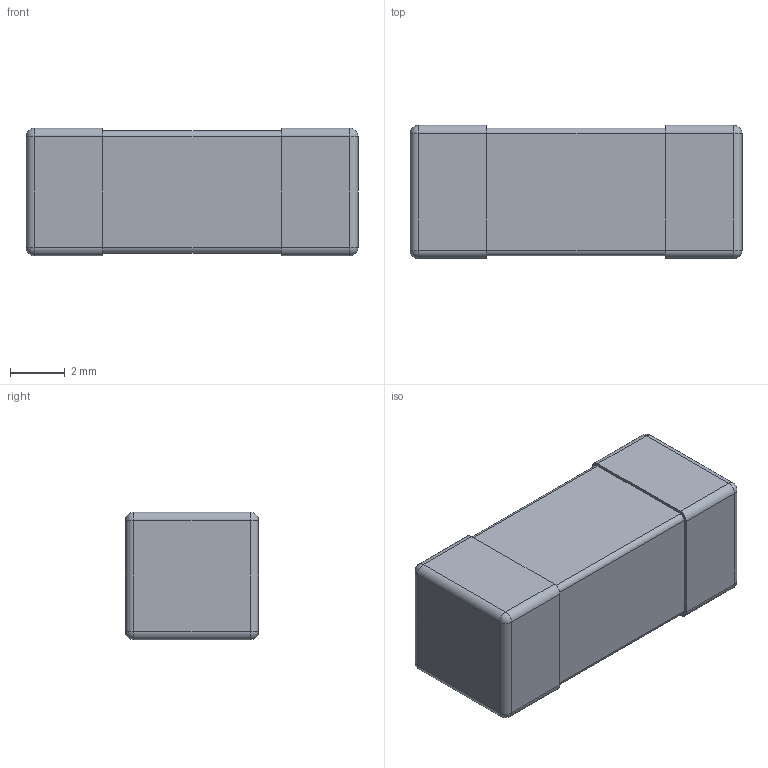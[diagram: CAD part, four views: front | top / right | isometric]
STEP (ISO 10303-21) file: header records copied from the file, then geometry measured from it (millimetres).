
FILE_DESCRIPTION (( 'STEP AP214' ), '1' );
FILE_NAME ('0684L9400-01.STEP', '2020-07-02T16:33:26', ( '' ), ( '' ), 'SwSTEP 2.0', 'SolidWorks 2017', '' );
FILE_SCHEMA (( 'AUTOMOTIVE_DESIGN' ));
Length unit declared in the file: millimetre
Products named in the file (1): 0684L9400-01
Bounding box: 12.1 x 4.85 x 4.65 mm (x, y, z)
Volume: 259.3 mm3; surface area: 345.8 mm2
Topology: 3 solids, 3 shells, 46 faces, 104 edges, 56 vertices
Faces by surface type: cylinder 20, plane 18, sphere 8
Entity records: 1260 total; most frequent: DIRECTION 230, CARTESIAN_POINT 199, ORIENTED_EDGE 192, EDGE_CURVE 96, AXIS2_PLACEMENT_3D 87, VECTOR 56, VERTEX_POINT 56, LINE 56
